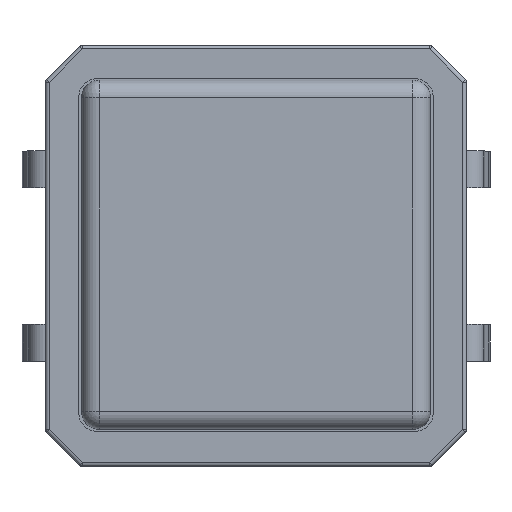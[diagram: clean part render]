
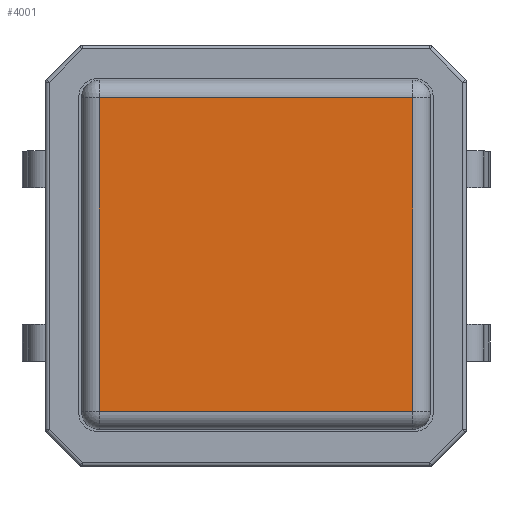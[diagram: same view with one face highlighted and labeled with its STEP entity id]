
A CAD part, top view. The second image highlights one B-rep face of the part: STEP entity #4001.
In plain terms, the highlighted planar face has unit normal (0, 0, 1).
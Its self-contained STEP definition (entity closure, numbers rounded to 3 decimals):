
#41=PLANE('',#4281);
#175=LINE('',#5957,#566);
#179=LINE('',#5973,#570);
#181=LINE('',#5976,#572);
#183=LINE('',#5979,#574);
#566=VECTOR('',#4721,10.);
#570=VECTOR('',#4739,10.);
#572=VECTOR('',#4743,10.);
#574=VECTOR('',#4747,10.);
#1048=FACE_OUTER_BOUND('',#1286,.T.);
#1286=EDGE_LOOP('',(#2704,#2705,#2706,#2707));
#1711=VERTEX_POINT('',#5919);
#1716=VERTEX_POINT('',#5932);
#1721=VERTEX_POINT('',#5945);
#1726=VERTEX_POINT('',#5961);
#2093=EDGE_CURVE('',#1711,#1721,#175,.T.);
#2101=EDGE_CURVE('',#1721,#1726,#179,.T.);
#2103=EDGE_CURVE('',#1726,#1716,#181,.T.);
#2105=EDGE_CURVE('',#1716,#1711,#183,.T.);
#2704=ORIENTED_EDGE('',*,*,#2093,.F.);
#2705=ORIENTED_EDGE('',*,*,#2105,.F.);
#2706=ORIENTED_EDGE('',*,*,#2103,.F.);
#2707=ORIENTED_EDGE('',*,*,#2101,.F.);
#4001=ADVANCED_FACE('',(#1048),#41,.T.);
#4281=AXIS2_PLACEMENT_3D('',#5985,#4755,#4756);
#4721=DIRECTION('',(0.,1.,0.));
#4739=DIRECTION('',(1.,0.,0.));
#4743=DIRECTION('',(0.,-1.,0.));
#4747=DIRECTION('',(-1.,0.,0.));
#4755=DIRECTION('center_axis',(0.,0.,1.));
#4756=DIRECTION('ref_axis',(1.,0.,0.));
#5919=CARTESIAN_POINT('',(1.875,-1.95,9.8));
#5932=CARTESIAN_POINT('',(10.825,-1.95,9.8));
#5945=CARTESIAN_POINT('',(1.875,7.,9.8));
#5957=CARTESIAN_POINT('',(1.875,5.013,9.8));
#5961=CARTESIAN_POINT('',(10.825,7.,9.8));
#5973=CARTESIAN_POINT('',(8.838,7.,9.8));
#5976=CARTESIAN_POINT('',(10.825,0.038,9.8));
#5979=CARTESIAN_POINT('',(3.863,-1.95,9.8));
#5985=CARTESIAN_POINT('Origin',(6.35,2.525,9.8));
